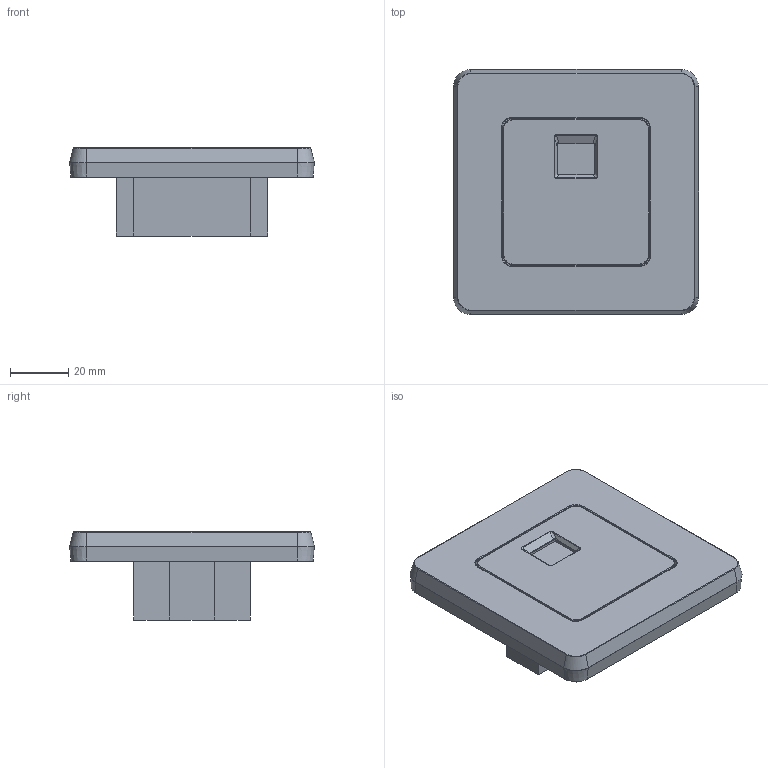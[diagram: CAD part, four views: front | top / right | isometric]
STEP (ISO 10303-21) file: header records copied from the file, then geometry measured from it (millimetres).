
FILE_DESCRIPTION (( 'STEP AP203' ), '1' );
FILE_NAME ('ðîç RJ11,RJ45.STEP', '2025-05-27T12:53:33', ( '' ), ( '' ), 'SwSTEP 2.0', 'SolidWorks 2022', '' );
FILE_SCHEMA (( 'CONFIG_CONTROL_DESIGN' ));
Length unit declared in the file: millimetre
Products named in the file (1): роз RJ11,RJ45
Bounding box: 84 x 84 x 30.2 mm (x, y, z)
Volume: 104186.4 mm3; surface area: 22138.8 mm2
Topology: 2 solids, 2 shells, 145 faces, 337 edges, 199 vertices
Faces by surface type: plane 53, bspline 36, cylinder 32, cone 16, torus 8
Entity records: 8529 total; most frequent: CARTESIAN_POINT 6013, ORIENTED_EDGE 674, EDGE_CURVE 337, B_SPLINE_CURVE_WITH_KNOTS 323, DIRECTION 220, VERTEX_POINT 199, EDGE_LOOP 150, FACE_OUTER_BOUND 145
